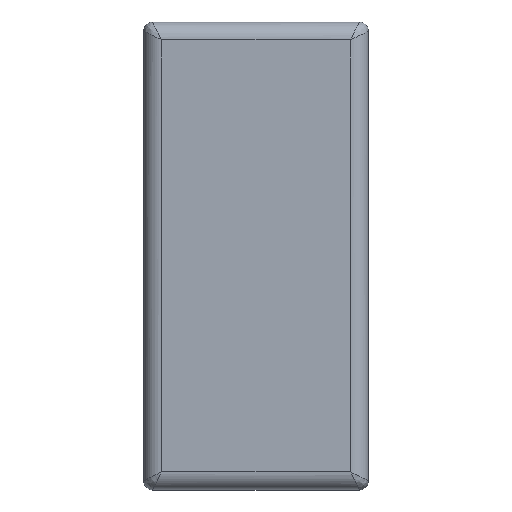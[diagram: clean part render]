
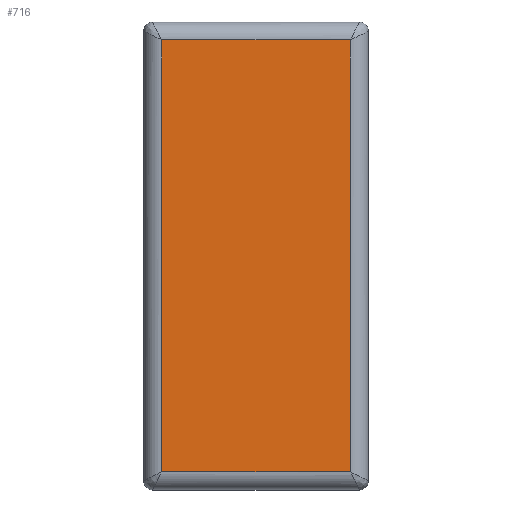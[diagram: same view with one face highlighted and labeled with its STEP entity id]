
A CAD part, top view. The second image highlights one B-rep face of the part: STEP entity #716.
In plain terms, the highlighted planar face has unit normal (0, 0, 1).
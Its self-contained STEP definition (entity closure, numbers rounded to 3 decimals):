
#22=PLANE('',#772);
#46=LINE('',#1060,#126);
#52=LINE('',#1075,#132);
#61=LINE('',#1130,#141);
#67=LINE('',#1178,#147);
#126=VECTOR('',#824,24.);
#132=VECTOR('',#836,10.5);
#141=VECTOR('',#859,24.);
#147=VECTOR('',#879,10.5);
#232=FACE_OUTER_BOUND('',#274,.T.);
#274=EDGE_LOOP('',(#565,#566,#567,#568));
#323=VERTEX_POINT('',#1043);
#328=VERTEX_POINT('',#1059);
#334=VERTEX_POINT('',#1073);
#343=VERTEX_POINT('',#1128);
#390=EDGE_CURVE('',#323,#328,#46,.T.);
#398=EDGE_CURVE('',#334,#323,#52,.T.);
#411=EDGE_CURVE('',#343,#334,#61,.T.);
#421=EDGE_CURVE('',#328,#343,#67,.T.);
#565=ORIENTED_EDGE('',*,*,#390,.F.);
#566=ORIENTED_EDGE('',*,*,#398,.F.);
#567=ORIENTED_EDGE('',*,*,#411,.F.);
#568=ORIENTED_EDGE('',*,*,#421,.F.);
#716=ADVANCED_FACE('',(#232),#22,.T.);
#772=AXIS2_PLACEMENT_3D('',#1234,#905,#906);
#824=DIRECTION('',(0.,-1.,0.));
#836=DIRECTION('',(1.,0.,0.));
#859=DIRECTION('',(0.,1.,0.));
#879=DIRECTION('',(-1.,0.,0.));
#905=DIRECTION('center_axis',(0.,0.,1.));
#906=DIRECTION('ref_axis',(1.,0.,0.));
#1043=CARTESIAN_POINT('',(5.25,12.,3.));
#1059=CARTESIAN_POINT('',(5.25,-12.,3.));
#1060=CARTESIAN_POINT('',(5.25,-6.5,3.));
#1073=CARTESIAN_POINT('',(-5.25,12.,3.));
#1075=CARTESIAN_POINT('',(3.125,12.,3.));
#1128=CARTESIAN_POINT('',(-5.25,-12.,3.));
#1130=CARTESIAN_POINT('',(-5.25,6.5,3.));
#1178=CARTESIAN_POINT('',(-3.125,-12.,3.));
#1234=CARTESIAN_POINT('Origin',(0.,0.,3.));
